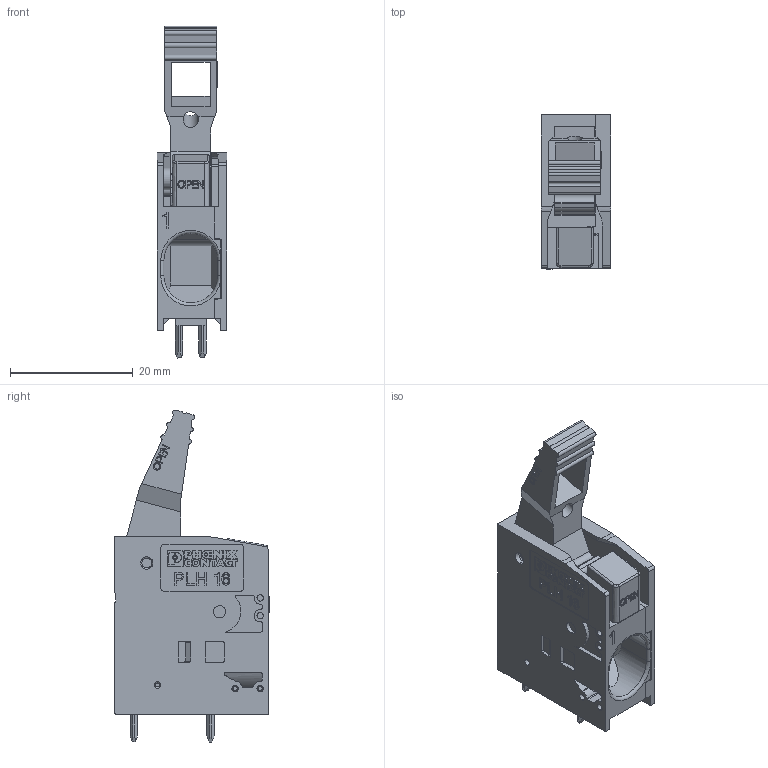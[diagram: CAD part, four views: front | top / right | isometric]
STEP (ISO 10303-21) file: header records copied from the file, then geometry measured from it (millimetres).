
FILE_DESCRIPTION(('Creo Elements/Direct Modeling STEP Export'),'2;1');
FILE_NAME('model.stp','2019-06-28T11:16:16',(''),(''),'Creo Elements/Direct Modeling STEP processor for AP214 (Solid Model)','Creo Elements/Direct Modeling 20.1A 29-Sep-2018 (C) Parametric Technology GmbH','');
FILE_SCHEMA(('AUTOMOTIVE_DESIGN { 1 0 10303 214 1 1 1 1 }'));
Length unit declared in the file: millimetre
Products named in the file (6): LPH_PLH_16_STROMB; LPV_PLH_16_STROMB; AC_PLH_16; ET_PLH_16_(10_15); AT_PLH_16_(10_15); PLH_16_10
Assembly tree (5 placements, depth 2):
  PLH_16_10
    AT_PLH_16_(10_15)
    ET_PLH_16_(10_15)
    AC_PLH_16
    LPV_PLH_16_STROMB
    LPH_PLH_16_STROMB
Bounding box: 11.4 x 25.15 x 54.15 mm (x, y, z)
Volume: 5800.2 mm3; surface area: 6899.9 mm2
Topology: 5 solids, 6 shells, 1290 faces, 3599 edges, 2401 vertices
Faces by surface type: plane 984, cylinder 228, extrusion 34, cone 22, torus 12, bspline 10
Entity records: 55466 total; most frequent: CARTESIAN_POINT 12222, ORIENTED_EDGE 7198, DIRECTION 6205, EDGE_CURVE 3599, VECTOR 2931, LINE 2897, VERTEX_POINT 2401, AXIS2_PLACEMENT_3D 1637
